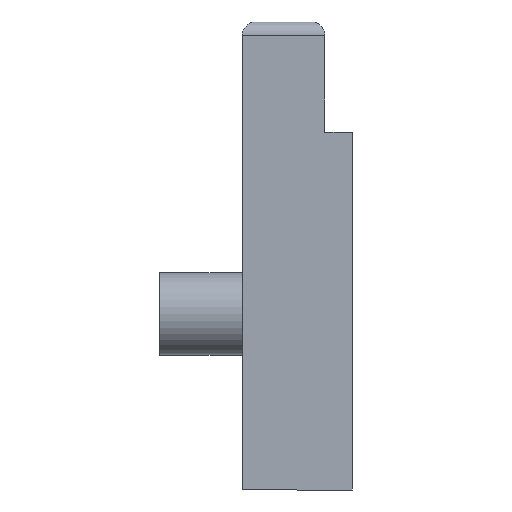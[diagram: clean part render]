
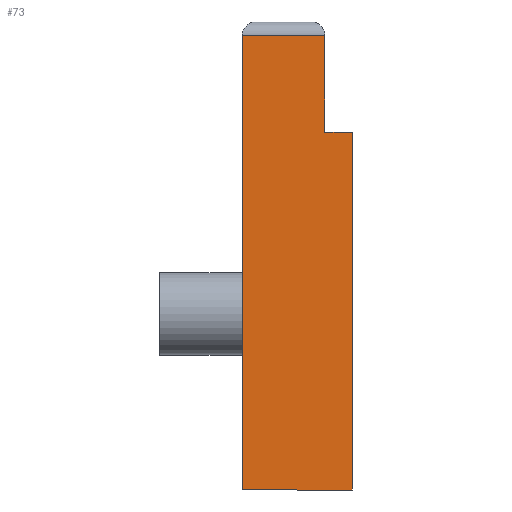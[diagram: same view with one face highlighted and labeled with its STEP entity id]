
A CAD part, left-side view. The second image highlights one B-rep face of the part: STEP entity #73.
In plain terms, the highlighted planar face has unit normal (-1, 0, 0).
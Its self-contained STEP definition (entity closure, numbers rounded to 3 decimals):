
#2 = AXIS2_PLACEMENT_3D ( 'NONE', #165, #311, #389 ) ;
#6 = EDGE_CURVE ( 'NONE', #482, #154, #124, .T. ) ;
#9 = VECTOR ( 'NONE', #232, 1000. ) ;
#16 = EDGE_LOOP ( 'NONE', ( #226, #320, #66, #476, #409, #247, #93 ) ) ;
#23 = DIRECTION ( 'NONE',  ( 0., 0., 1. ) ) ;
#45 = FACE_OUTER_BOUND ( 'NONE', #16, .T. ) ;
#50 = EDGE_CURVE ( 'NONE', #400, #482, #271, .T. ) ;
#63 = VERTEX_POINT ( 'NONE', #488 ) ;
#66 = ORIENTED_EDGE ( 'NONE', *, *, #245, .F. ) ;
#73 = ADVANCED_FACE ( 'NONE', ( #45 ), #201, .T. ) ;
#74 = DIRECTION ( 'NONE',  ( 0., 0., 1. ) ) ;
#81 = LINE ( 'NONE', #424, #241 ) ;
#93 = ORIENTED_EDGE ( 'NONE', *, *, #50, .F. ) ;
#105 = EDGE_CURVE ( 'NONE', #146, #63, #286, .T. ) ;
#116 = LINE ( 'NONE', #261, #481 ) ;
#124 = LINE ( 'NONE', #309, #350 ) ;
#135 = VERTEX_POINT ( 'NONE', #402 ) ;
#146 = VERTEX_POINT ( 'NONE', #175 ) ;
#154 = VERTEX_POINT ( 'NONE', #317 ) ;
#164 = CARTESIAN_POINT ( 'NONE',  ( -0.75, 0.5, 3.3 ) ) ;
#165 = CARTESIAN_POINT ( 'NONE',  ( -0.75, 0., 0. ) ) ;
#168 = DIRECTION ( 'NONE',  ( 0., 1., 0. ) ) ;
#175 = CARTESIAN_POINT ( 'NONE',  ( -0.75, 0.5, 5.05 ) ) ;
#182 = VECTOR ( 'NONE', #23, 1000. ) ;
#201 = PLANE ( 'NONE',  #2 ) ;
#225 = LINE ( 'NONE', #444, #266 ) ;
#226 = ORIENTED_EDGE ( 'NONE', *, *, #419, .F. ) ;
#232 = DIRECTION ( 'NONE',  ( 0., -1., 0. ) ) ;
#241 = VECTOR ( 'NONE', #267, 1000. ) ;
#245 = EDGE_CURVE ( 'NONE', #364, #63, #116, .T. ) ;
#247 = ORIENTED_EDGE ( 'NONE', *, *, #6, .F. ) ;
#259 = LINE ( 'NONE', #293, #182 ) ;
#261 = CARTESIAN_POINT ( 'NONE',  ( -0.75, 2., 5.3 ) ) ;
#263 = EDGE_CURVE ( 'NONE', #154, #135, #225, .T. ) ;
#266 = VECTOR ( 'NONE', #374, 1000. ) ;
#267 = DIRECTION ( 'NONE',  ( 0., 0., -1. ) ) ;
#271 = LINE ( 'NONE', #378, #9 ) ;
#286 = LINE ( 'NONE', #471, #436 ) ;
#293 = CARTESIAN_POINT ( 'NONE',  ( -0.75, 2., 5.3 ) ) ;
#300 = EDGE_CURVE ( 'NONE', #135, #364, #259, .T. ) ;
#309 = CARTESIAN_POINT ( 'NONE',  ( -0.75, 0., 0. ) ) ;
#311 = DIRECTION ( 'NONE',  ( -1., 0., 0. ) ) ;
#317 = CARTESIAN_POINT ( 'NONE',  ( -0.75, 0., -3.2 ) ) ;
#320 = ORIENTED_EDGE ( 'NONE', *, *, #105, .T. ) ;
#350 = VECTOR ( 'NONE', #460, 1000. ) ;
#364 = VERTEX_POINT ( 'NONE', #410 ) ;
#374 = DIRECTION ( 'NONE',  ( 0., 1., 0. ) ) ;
#378 = CARTESIAN_POINT ( 'NONE',  ( -0.75, 0., 3.3 ) ) ;
#389 = DIRECTION ( 'NONE',  ( 0., 0., 1. ) ) ;
#400 = VERTEX_POINT ( 'NONE', #164 ) ;
#402 = CARTESIAN_POINT ( 'NONE',  ( -0.75, 2., -3.2 ) ) ;
#409 = ORIENTED_EDGE ( 'NONE', *, *, #263, .F. ) ;
#410 = CARTESIAN_POINT ( 'NONE',  ( -0.75, 2., 0. ) ) ;
#415 = CARTESIAN_POINT ( 'NONE',  ( -0.75, 0., 3.3 ) ) ;
#419 = EDGE_CURVE ( 'NONE', #146, #400, #81, .T. ) ;
#424 = CARTESIAN_POINT ( 'NONE',  ( -0.75, 0.5, 3.3 ) ) ;
#436 = VECTOR ( 'NONE', #168, 1000. ) ;
#444 = CARTESIAN_POINT ( 'NONE',  ( -0.75, 2., -3.2 ) ) ;
#460 = DIRECTION ( 'NONE',  ( 0., 0., -1. ) ) ;
#471 = CARTESIAN_POINT ( 'NONE',  ( -0.75, 2., 5.05 ) ) ;
#476 = ORIENTED_EDGE ( 'NONE', *, *, #300, .F. ) ;
#481 = VECTOR ( 'NONE', #74, 1000. ) ;
#482 = VERTEX_POINT ( 'NONE', #415 ) ;
#488 = CARTESIAN_POINT ( 'NONE',  ( -0.75, 2., 5.05 ) ) ;
